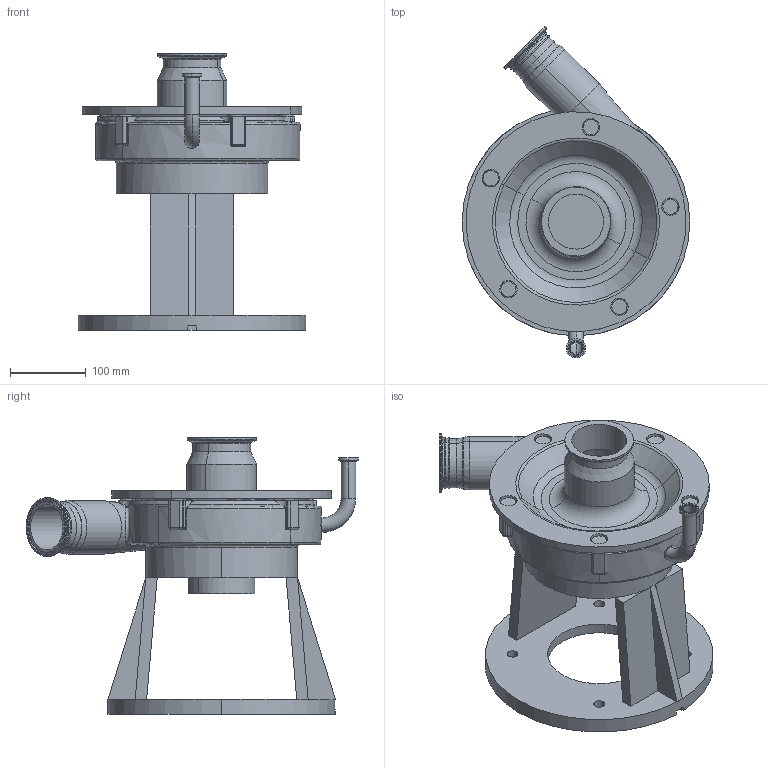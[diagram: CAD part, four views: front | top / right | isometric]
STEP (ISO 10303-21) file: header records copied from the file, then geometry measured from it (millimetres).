
FILE_DESCRIPTION (( 'STEP AP214' ), '1' );
FILE_NAME ('FPX 3541-3542 280TC 45L 3-4 In ELBOW FRONT.STEP', '2022-12-19T15:30:43', ( '' ), ( '' ), 'SwSTEP 2.0', 'SolidWorks 2021', '' );
FILE_SCHEMA (( 'AUTOMOTIVE_DESIGN' ));
Length unit declared in the file: millimetre
Products named in the file (2): FPX 354 280TC 45L 3-4 In ELBOW FRONT^1275000096.STEP; FPX 3541-3542 280TC 45L 3-4 In ELBOW FRONT
Assembly tree (1 placements, depth 2):
  FPX 3541-3542 280TC 45L 3-4 In ELBOW FRONT
    FPX 354 280TC 45L 3-4 In ELBOW FRONT^1275000096.STEP
Bounding box: 300 x 437.62 x 365 mm (x, y, z)
Volume: 6262434 mm3; surface area: 666812.5 mm2
Topology: 1 solids, 3 shells, 381 faces, 934 edges, 560 vertices
Faces by surface type: cylinder 151, plane 83, torus 75, cone 32, bspline 29, sphere 11
Entity records: 20529 total; most frequent: CARTESIAN_POINT 11545, DIRECTION 1950, ORIENTED_EDGE 1852, EDGE_CURVE 926, AXIS2_PLACEMENT_3D 827, VERTEX_POINT 560, CIRCLE 471, EDGE_LOOP 414
